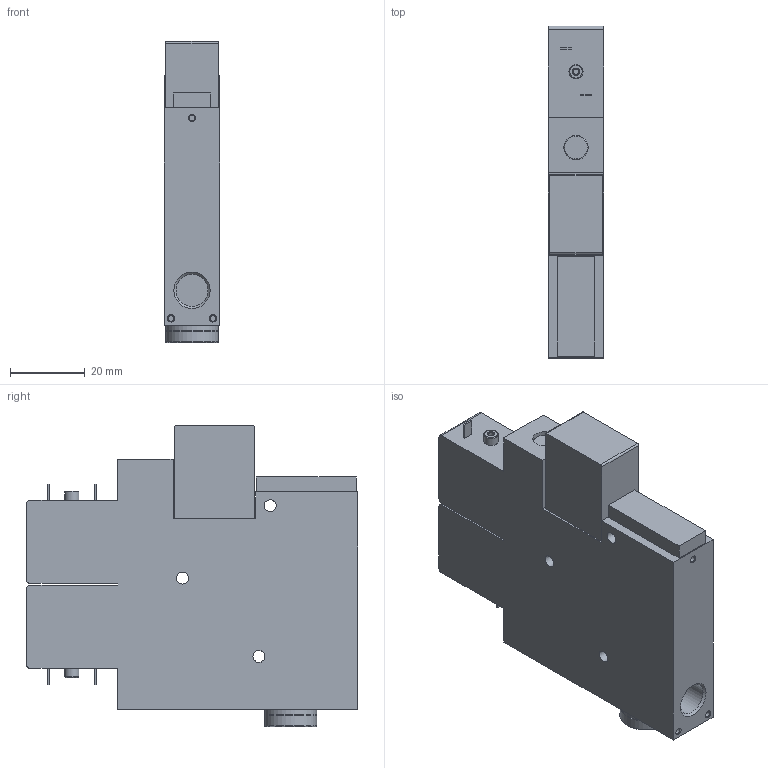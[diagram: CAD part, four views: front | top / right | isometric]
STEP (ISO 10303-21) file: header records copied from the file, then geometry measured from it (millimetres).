
FILE_DESCRIPTION(/* description */ ('STEP AP214'),/* implementation_level */ '2;1');
FILE_NAME(/* name */ '162507_VADMI-70',/* time_stamp */ '2024-09-16T06:33:33+02:00',/* author */ ('License CC BY-ND 4.0'),/* organization */ ('CADENAS'),/* preprocessor_version */ 'ST-DEVELOPER v19.3',/* originating_system */ 'PARTsolutions',/* authorisation */ ' ');
FILE_SCHEMA (('AUTOMOTIVE_DESIGN {1 0 10303 214 3 1 1}'));
Length unit declared in the file: millimetre
Products named in the file (3): 162507 VADMI-70; 162507 VADMI-70_(p); 3568 B-1/8
Assembly tree (2 placements, depth 2):
  162507 VADMI-70
    162507 VADMI-70_(p)
    3568 B-1/8
Bounding box: 15 x 88.9 x 80.7 mm (x, y, z)
Volume: 80473.9 mm3; surface area: 19376.2 mm2
Topology: 2 solids, 2 shells, 113 faces, 247 edges, 160 vertices
Faces by surface type: plane 72, cylinder 25, cone 15, torus 1
Full cylindrical faces by diameter (mm): 1.5 x2, 1.567 x3, 3.2 x3, 3.8 x2, 4.134 x1, 6.5 x2, 8.566 x2, 9.728 x1, 12.6 x1, 14 x2
Entity records: 3627 total; most frequent: CARTESIAN_POINT 508, DIRECTION 502, ORIENTED_EDGE 420, EDGE_CURVE 210, AXIS2_PLACEMENT_3D 182, EDGE_LOOP 176, FACE_BOUND 176, VERTEX_POINT 158
